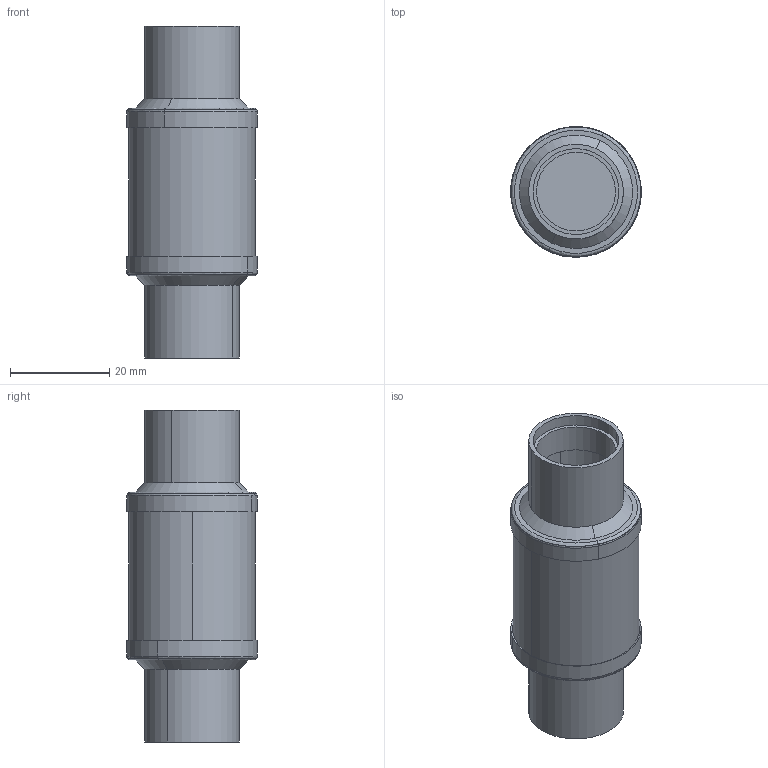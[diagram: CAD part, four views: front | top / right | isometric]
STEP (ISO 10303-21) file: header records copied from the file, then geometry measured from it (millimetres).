
FILE_DESCRIPTION (( 'STEP AP203' ), '1' );
FILE_NAME ('A0584-1-W.STEP', '2011-10-05T15:26:27', ( '' ), ( '' ), 'SwSTEP 2.0', 'SolidWorks 2011', '' );
FILE_SCHEMA (( 'CONFIG_CONTROL_DESIGN' ));
Length unit declared in the file: inch
Products named in the file (1): A0584-1-W
Bounding box: 26.28 x 26.28 x 66.8 mm (x, y, z)
Volume: 9225.3 mm3; surface area: 10062.3 mm2
Topology: 1 solids, 1 shells, 74 faces, 158 edges, 98 vertices
Faces by surface type: cylinder 36, cone 16, plane 14, torus 8
Entity records: 2115 total; most frequent: DIRECTION 414, CARTESIAN_POINT 331, ORIENTED_EDGE 316, AXIS2_PLACEMENT_3D 181, EDGE_CURVE 158, CIRCLE 106, VERTEX_POINT 98, EDGE_LOOP 88
